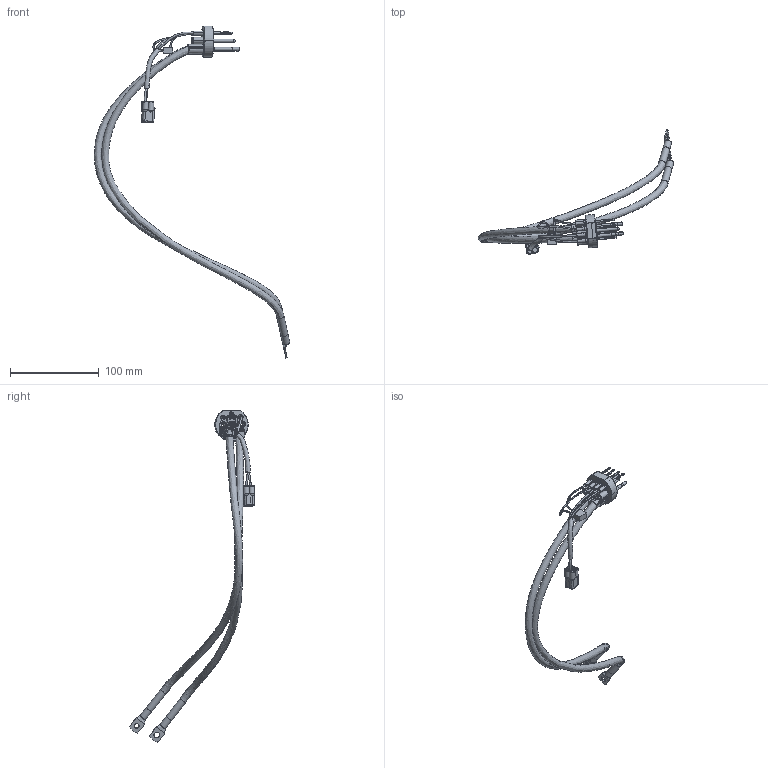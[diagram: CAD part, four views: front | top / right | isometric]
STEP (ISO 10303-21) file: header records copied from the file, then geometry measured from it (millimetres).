
FILE_DESCRIPTION(/* description */ (''),/* implementation_level */ '2;1');
FILE_NAME(/* name */ 'EP00000127_03_STEPSelected_Objs.stp',/* time_stamp */ '2024-02-08T13:29:00+06:00',/* author */ (''),/* organization */ (''),/* preprocessor_version */ 'ST-DEVELOPER v18.102',/* originating_system */ 'SIEMENS PLM Software NX2206.3001',/* authorisation */ '');
FILE_SCHEMA (('AUTOMOTIVE_DESIGN { 1 0 10303 214 3 1 1 1 }'));
Length unit declared in the file: millimetre
Products named in the file (1): 03_objects
Bounding box: 219.92 x 140.96 x 373.74 mm (x, y, z)
Volume: 70019.3 mm3; surface area: 47958.2 mm2
Topology: 35 solids, 35 shells, 861 faces, 2110 edges, 1356 vertices
Faces by surface type: plane 301, cylinder 244, bspline 118, torus 106, cone 67, revolution 18, sphere 7
Full cylindrical faces by diameter (mm): 0.8 x4, 1 x2, 1.3 x4, 1.5 x4, 1.6 x4, 1.9 x4, 2 x9, 2.5 x1, 3 x2, 3.6 x5, 4 x1, 5.3 x5, 5.4 x2, 6.5 x1, 6.8 x2, 7 x1, 7.3 x2, 7.5 x1, 8 x4, 8.7 x2
Entity records: 35090 total; most frequent: CARTESIAN_POINT 14147, ORIENTED_EDGE 3916, DIRECTION 3750, EDGE_CURVE 1958, AXIS2_PLACEMENT_3D 1492, VERTEX_POINT 1325, EDGE_LOOP 1078, ADVANCED_FACE 861
